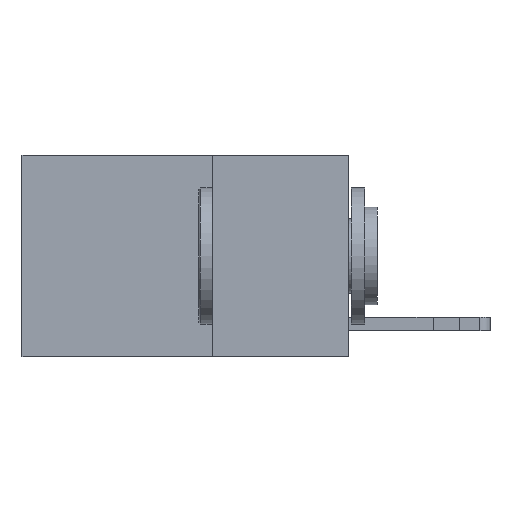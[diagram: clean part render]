
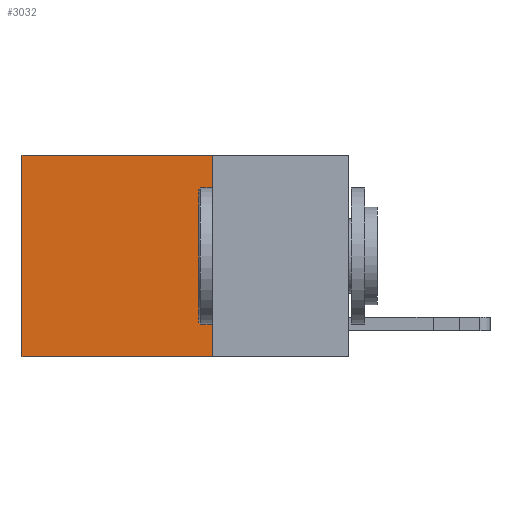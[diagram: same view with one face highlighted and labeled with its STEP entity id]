
A CAD part, left-side view. The second image highlights one B-rep face of the part: STEP entity #3032.
In plain terms, the highlighted planar face has unit normal (-1, 0, 0).
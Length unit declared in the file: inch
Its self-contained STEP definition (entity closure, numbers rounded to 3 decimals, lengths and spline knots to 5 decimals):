
#117 = EDGE_CURVE ( 'NONE', #8818, #7347, #4581, .T. ) ;
#477 = VERTEX_POINT ( 'NONE', #5492 ) ;
#798 = ORIENTED_EDGE ( 'NONE', *, *, #1376, .F. ) ;
#878 = DIRECTION ( 'NONE',  ( 0., 0., -1. ) ) ;
#1039 = VECTOR ( 'NONE', #2272, 39.37008 ) ;
#1376 = EDGE_CURVE ( 'NONE', #7347, #5948, #6607, .T. ) ;
#1577 = DIRECTION ( 'NONE',  ( 0., 1., 0. ) ) ;
#2272 = DIRECTION ( 'NONE',  ( 0., 1., 0. ) ) ;
#2517 = ORIENTED_EDGE ( 'NONE', *, *, #7638, .T. ) ;
#2786 = VECTOR ( 'NONE', #7694, 39.37008 ) ;
#3032 = ADVANCED_FACE ( 'NONE', ( #9479 ), #11100, .F. ) ;
#4057 = LINE ( 'NONE', #4337, #6254 ) ;
#4337 = CARTESIAN_POINT ( 'NONE',  ( 0.2625, 0.25, 0. ) ) ;
#4581 = LINE ( 'NONE', #5007, #9242 ) ;
#5007 = CARTESIAN_POINT ( 'NONE',  ( 0.2625, 0.25, 0. ) ) ;
#5066 = CARTESIAN_POINT ( 'NONE',  ( 0.2625, 0.25, -0.37 ) ) ;
#5280 = CARTESIAN_POINT ( 'NONE',  ( 0.2625, 0.6, -0.37 ) ) ;
#5376 = CARTESIAN_POINT ( 'NONE',  ( 0.2625, 0.25, -0.37 ) ) ;
#5492 = CARTESIAN_POINT ( 'NONE',  ( 0.2625, 0.6, 0. ) ) ;
#5521 = CARTESIAN_POINT ( 'NONE',  ( 0.2625, 0.25, 0. ) ) ;
#5948 = VERTEX_POINT ( 'NONE', #5280 ) ;
#6254 = VECTOR ( 'NONE', #1577, 39.37008 ) ;
#6480 = DIRECTION ( 'NONE',  ( 1., 0., 0. ) ) ;
#6607 = LINE ( 'NONE', #5066, #1039 ) ;
#6632 = CARTESIAN_POINT ( 'NONE',  ( 0.2625, 0.25, 0. ) ) ;
#7347 = VERTEX_POINT ( 'NONE', #5376 ) ;
#7638 = EDGE_CURVE ( 'NONE', #477, #5948, #7742, .T. ) ;
#7648 = ORIENTED_EDGE ( 'NONE', *, *, #9798, .T. ) ;
#7694 = DIRECTION ( 'NONE',  ( 0., 0., -1. ) ) ;
#7742 = LINE ( 'NONE', #10501, #2786 ) ;
#8818 = VERTEX_POINT ( 'NONE', #6632 ) ;
#9242 = VECTOR ( 'NONE', #10601, 39.37008 ) ;
#9479 = FACE_OUTER_BOUND ( 'NONE', #11221, .T. ) ;
#9486 = AXIS2_PLACEMENT_3D ( 'NONE', #5521, #6480, #878 ) ;
#9798 = EDGE_CURVE ( 'NONE', #8818, #477, #4057, .T. ) ;
#9907 = ORIENTED_EDGE ( 'NONE', *, *, #117, .F. ) ;
#10501 = CARTESIAN_POINT ( 'NONE',  ( 0.2625, 0.6, 0. ) ) ;
#10601 = DIRECTION ( 'NONE',  ( 0., 0., -1. ) ) ;
#11100 = PLANE ( 'NONE',  #9486 ) ;
#11221 = EDGE_LOOP ( 'NONE', ( #2517, #798, #9907, #7648 ) ) ;
